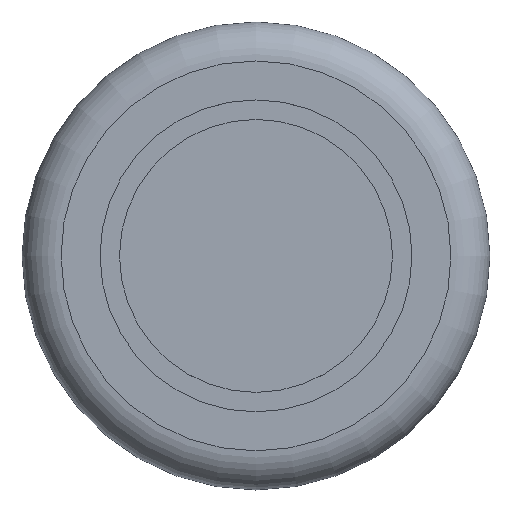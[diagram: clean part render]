
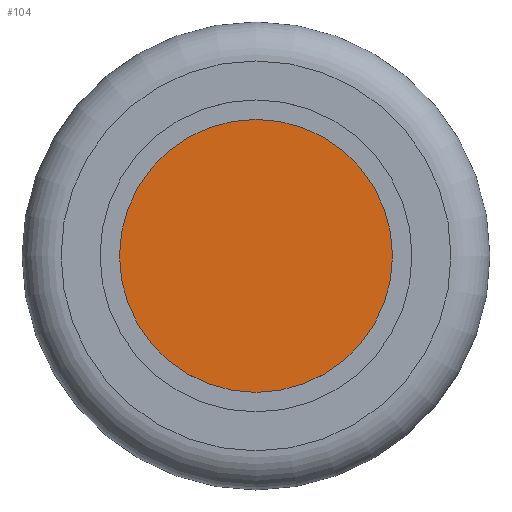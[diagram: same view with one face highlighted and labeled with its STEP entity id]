
A CAD part, top view. The second image highlights one B-rep face of the part: STEP entity #104.
In plain terms, the highlighted planar face has unit normal (0, 0, 1).
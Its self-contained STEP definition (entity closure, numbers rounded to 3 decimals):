
#34=FACE_OUTER_BOUND('',#44,.T.);
#44=EDGE_LOOP('',(#92));
#46=CIRCLE('',#122,3.5);
#54=VERTEX_POINT('',#177);
#61=EDGE_CURVE('',#54,#54,#46,.T.);
#92=ORIENTED_EDGE('',*,*,#61,.T.);
#96=PLANE('',#134);
#104=ADVANCED_FACE('',(#34),#96,.T.);
#122=AXIS2_PLACEMENT_3D('',#178,#143,#144);
#134=AXIS2_PLACEMENT_3D('',#198,#170,#171);
#143=DIRECTION('center_axis',(0.,0.,1.));
#144=DIRECTION('ref_axis',(-1.,0.,0.));
#170=DIRECTION('center_axis',(0.,0.,1.));
#171=DIRECTION('ref_axis',(1.,0.,0.));
#177=CARTESIAN_POINT('',(3.5,0.,3.));
#178=CARTESIAN_POINT('Origin',(0.,0.,3.));
#198=CARTESIAN_POINT('Origin',(0.,0.,3.));
